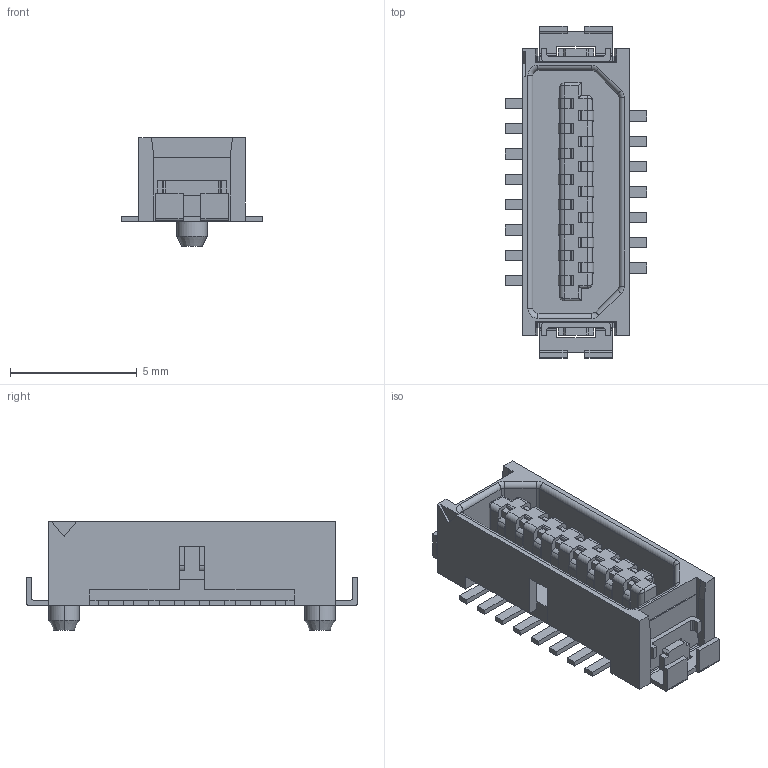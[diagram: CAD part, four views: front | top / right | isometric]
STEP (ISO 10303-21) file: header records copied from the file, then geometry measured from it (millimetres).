
FILE_DESCRIPTION(('OneSpaceDesigner STEP Export'),'2;1');
FILE_NAME('DF9-15P-1V.stp','2008-04-04T 8:54:18',(''),(''),'OneSpace Designer STEP processor for AP203 (Solid Model)','OneSpace Designer 13.00 26-Oct-2004 (C) CoCreate Software GmbH','');
FILE_SCHEMA(('CONFIG_CONTROL_DESIGN'));
Length unit declared in the file: millimetre
Products named in the file (2): DF9-15P-1V.1.1.3.1; DF9-15P-1V.stp
Assembly tree (1 placements, depth 2):
  DF9-15P-1V.stp
    DF9-15P-1V.1.1.3.1
Bounding box: 5.6 x 13.1 x 4.3 mm (x, y, z)
Volume: 98.8 mm3; surface area: 371 mm2
Topology: 1 solids, 1 shells, 649 faces, 1788 edges, 1148 vertices
Faces by surface type: plane 438, cylinder 197, torus 6, bspline 4, cone 4
Entity records: 19497 total; most frequent: CARTESIAN_POINT 3664, ORIENTED_EDGE 3568, DIRECTION 2896, EDGE_CURVE 1784, VECTOR 1328, LINE 1328, VERTEX_POINT 1148, AXIS2_PLACEMENT_3D 784
